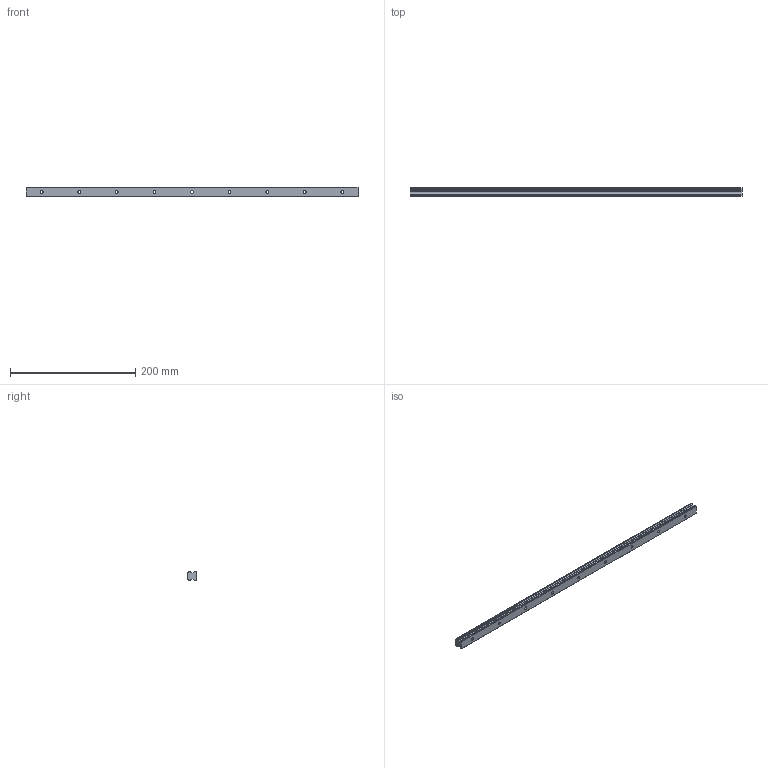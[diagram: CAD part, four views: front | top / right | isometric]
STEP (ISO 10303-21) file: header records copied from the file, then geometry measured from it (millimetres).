
FILE_DESCRIPTION (( 'STEP AP214' ), '1' );
FILE_NAME ('SHS15 530L G25.STEP', '2021-05-25T09:47:05', ( '' ), ( '' ), 'SwSTEP 2.0', 'SolidWorks 2021', '' );
FILE_SCHEMA (( 'AUTOMOTIVE_DESIGN' ));
Length unit declared in the file: millimetre
Products named in the file (2): _SHS15C53025 Track; SHS15 530L G25
Assembly tree (1 placements, depth 2):
  SHS15 530L G25
    _SHS15C53025 Track
Bounding box: 530 x 13 x 15 mm (x, y, z)
Volume: 85652.6 mm3; surface area: 32148.4 mm2
Topology: 1 solids, 1 shells, 90 faces, 237 edges, 158 vertices
Faces by surface type: cylinder 59, plane 31
Entity records: 2941 total; most frequent: DIRECTION 543, CARTESIAN_POINT 489, ORIENTED_EDGE 474, EDGE_CURVE 237, AXIS2_PLACEMENT_3D 212, VERTEX_POINT 158, VECTOR 119, LINE 119
